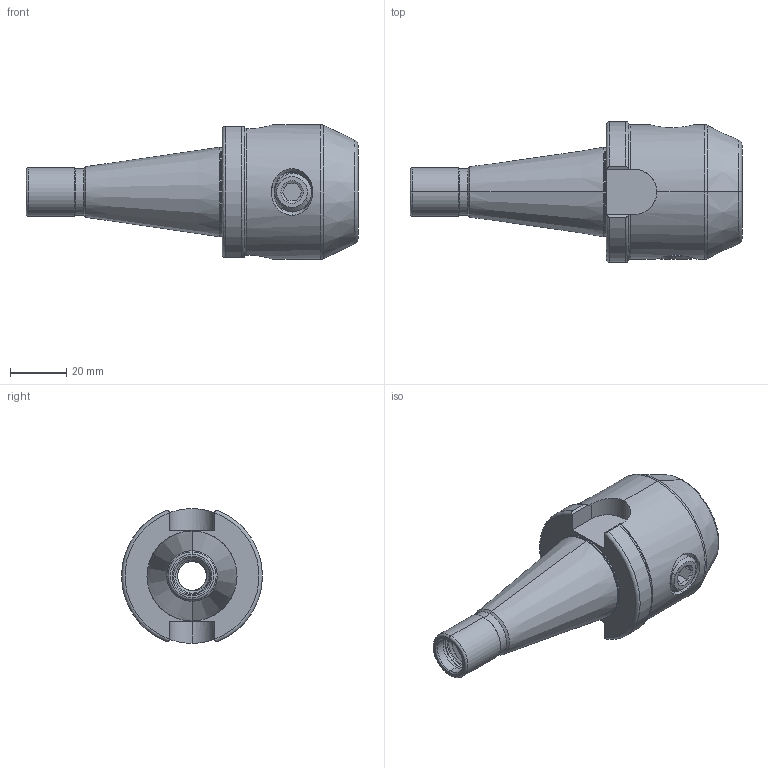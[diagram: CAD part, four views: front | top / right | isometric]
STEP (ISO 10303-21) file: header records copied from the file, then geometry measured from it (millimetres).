
FILE_DESCRIPTION (( 'STEP AP203' ), '1' );
FILE_NAME ('301.04.16.STEP', '2016-11-26T04:01:37', ( '' ), ( '' ), 'SwSTEP 2.0', 'SolidWorks 2012', '' );
FILE_SCHEMA (( 'CONFIG_CONTROL_DESIGN' ));
Length unit declared in the file: millimetre
Products named in the file (3): 301.04.16; 側固14_M14x2_16L
Assembly tree (2 placements, depth 2):
  301.04.16
    301.04.16
    側固14_M14x2_16L
Bounding box: 118.4 x 50.2 x 48 mm (x, y, z)
Volume: 90929.3 mm3; surface area: 22787 mm2
Topology: 2 solids, 2 shells, 169 faces, 440 edges, 280 vertices
Faces by surface type: cylinder 74, plane 26, torus 24, cone 24, bspline 19, sphere 2
Entity records: 15708 total; most frequent: CARTESIAN_POINT 11777, ORIENTED_EDGE 876, DIRECTION 645, EDGE_CURVE 438, VERTEX_POINT 280, AXIS2_PLACEMENT_3D 258, EDGE_LOOP 180, FACE_OUTER_BOUND 169
